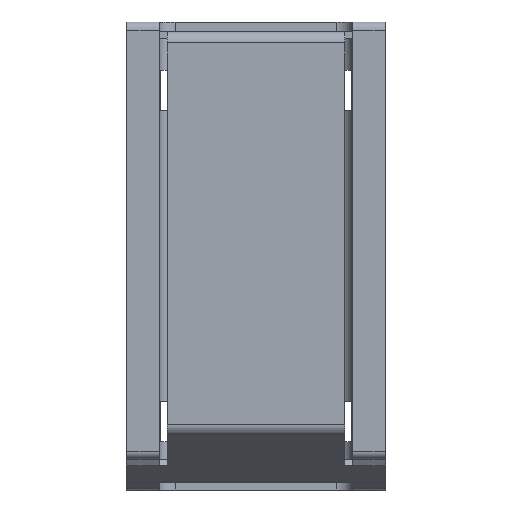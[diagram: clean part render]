
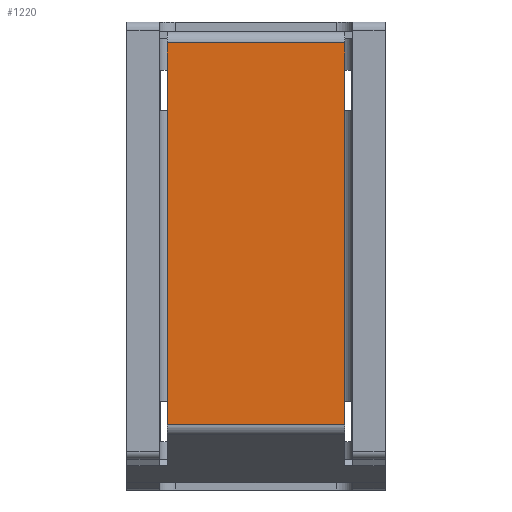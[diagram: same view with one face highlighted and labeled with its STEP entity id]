
A CAD part, front view. The second image highlights one B-rep face of the part: STEP entity #1220.
In plain terms, the highlighted planar face has unit normal (0, -1, 0).
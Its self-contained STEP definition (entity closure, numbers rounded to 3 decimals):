
#32 = ORIENTED_EDGE ( 'NONE', *, *, #2716, .T. ) ;
#313 = LINE ( 'NONE', #2397, #3214 ) ;
#416 = CARTESIAN_POINT ( 'NONE',  ( 5.5, -30.222, 4.042 ) ) ;
#511 = ORIENTED_EDGE ( 'NONE', *, *, #862, .F. ) ;
#634 = DIRECTION ( 'NONE',  ( 0., 0., 1. ) ) ;
#852 = CARTESIAN_POINT ( 'NONE',  ( 5.5, -30.222, 27.7 ) ) ;
#862 = EDGE_CURVE ( 'NONE', #3621, #1817, #313, .T. ) ;
#984 = DIRECTION ( 'NONE',  ( 0., 0., -1. ) ) ;
#1220 = ADVANCED_FACE ( 'NONE', ( #4090 ), #1386, .T. ) ;
#1386 = PLANE ( 'NONE',  #1388 ) ;
#1388 = AXIS2_PLACEMENT_3D ( 'NONE', #5898, #2676, #984 ) ;
#1788 = EDGE_CURVE ( 'NONE', #3849, #3621, #1820, .T. ) ;
#1817 = VERTEX_POINT ( 'NONE', #1986 ) ;
#1820 = LINE ( 'NONE', #3167, #3602 ) ;
#1902 = CARTESIAN_POINT ( 'NONE',  ( 5.5, -30.222, 4.042 ) ) ;
#1986 = CARTESIAN_POINT ( 'NONE',  ( -5.5, -30.222, 27.7 ) ) ;
#2000 = DIRECTION ( 'NONE',  ( 0., 0., 1. ) ) ;
#2375 = EDGE_LOOP ( 'NONE', ( #511, #4753, #3434, #32 ) ) ;
#2397 = CARTESIAN_POINT ( 'NONE',  ( -5.5, -30.222, 4.042 ) ) ;
#2676 = DIRECTION ( 'NONE',  ( 0., -1., 0. ) ) ;
#2716 = EDGE_CURVE ( 'NONE', #2807, #1817, #5656, .T. ) ;
#2807 = VERTEX_POINT ( 'NONE', #852 ) ;
#3167 = CARTESIAN_POINT ( 'NONE',  ( 5.5, -30.222, 4.042 ) ) ;
#3214 = VECTOR ( 'NONE', #2000, 1000. ) ;
#3434 = ORIENTED_EDGE ( 'NONE', *, *, #5674, .T. ) ;
#3602 = VECTOR ( 'NONE', #3636, 1000. ) ;
#3621 = VERTEX_POINT ( 'NONE', #4334 ) ;
#3636 = DIRECTION ( 'NONE',  ( -1., 0., 0. ) ) ;
#3849 = VERTEX_POINT ( 'NONE', #416 ) ;
#3905 = CARTESIAN_POINT ( 'NONE',  ( 5.5, -30.222, 27.7 ) ) ;
#4090 = FACE_OUTER_BOUND ( 'NONE', #2375, .T. ) ;
#4093 = VECTOR ( 'NONE', #4819, 1000. ) ;
#4334 = CARTESIAN_POINT ( 'NONE',  ( -5.5, -30.222, 4.042 ) ) ;
#4753 = ORIENTED_EDGE ( 'NONE', *, *, #1788, .F. ) ;
#4819 = DIRECTION ( 'NONE',  ( -1., 0., 0. ) ) ;
#4846 = LINE ( 'NONE', #1902, #5112 ) ;
#5112 = VECTOR ( 'NONE', #634, 1000. ) ;
#5656 = LINE ( 'NONE', #3905, #4093 ) ;
#5674 = EDGE_CURVE ( 'NONE', #3849, #2807, #4846, .T. ) ;
#5898 = CARTESIAN_POINT ( 'NONE',  ( 5.5, -30.222, 4.042 ) ) ;
